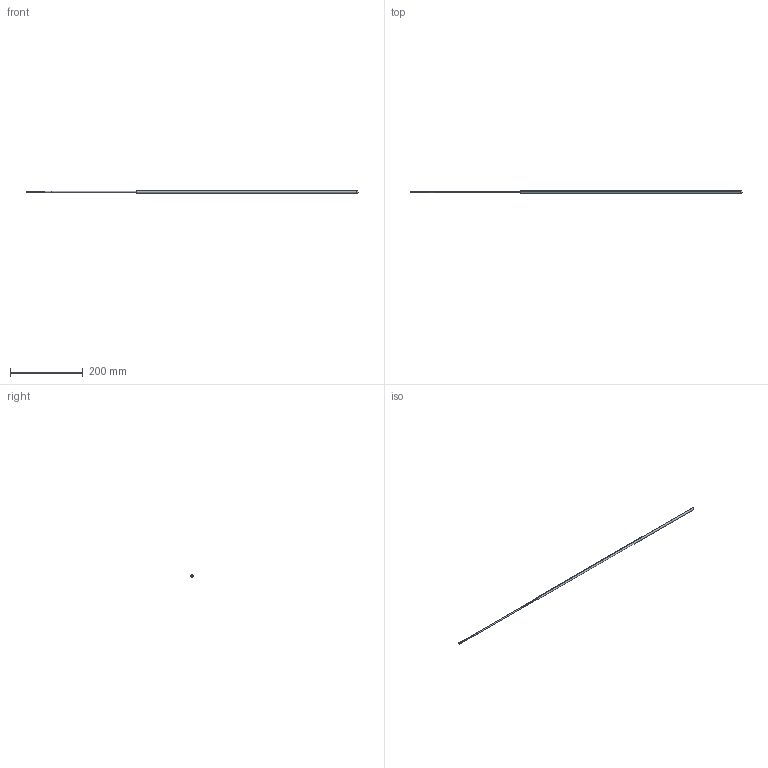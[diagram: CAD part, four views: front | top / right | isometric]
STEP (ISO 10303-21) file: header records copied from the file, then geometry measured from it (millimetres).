
FILE_DESCRIPTION (( 'STEP AP214' ), '1' );
FILE_NAME ('NTC10K3-V24L06-01.STEP', '2024-04-24T18:44:14', ( '' ), ( '' ), 'SwSTEP 2.0', 'SolidWorks 2021', '' );
FILE_SCHEMA (( 'AUTOMOTIVE_DESIGN' ));
Length unit declared in the file: inch
Products named in the file (1): NTC10K3-V24L06-01
Bounding box: 914.4 x 6.35 x 6.35 mm (x, y, z)
Volume: 21641.1 mm3; surface area: 15802 mm2
Topology: 3 solids, 3 shells, 35 faces, 70 edges, 46 vertices
Faces by surface type: cylinder 14, plane 12, bspline 9
Entity records: 1193 total; most frequent: CARTESIAN_POINT 453, ORIENTED_EDGE 136, DIRECTION 128, EDGE_CURVE 68, AXIS2_PLACEMENT_3D 57, VERTEX_POINT 46, EDGE_LOOP 44, ADVANCED_FACE 35
